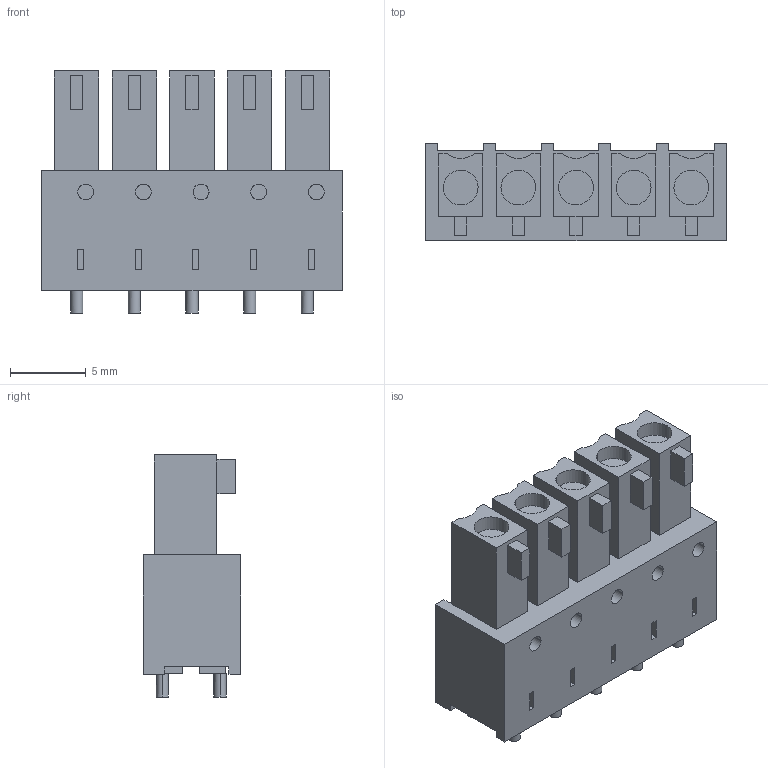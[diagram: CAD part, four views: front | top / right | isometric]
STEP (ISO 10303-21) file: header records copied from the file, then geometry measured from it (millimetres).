
FILE_DESCRIPTION(('CATIA V5 STEP Exchange','CAx-IF Rec.Pracs.--- Model Styling and Organization---1.4--- 2014-01-23'),'2;1');
FILE_NAME ('D1460924_1_1976530000_1976530000.stp','2023-04-28T10:54:12+00:00',('none'),('Weidmueller'),'CATIA Version 5-6 Release 2016 SP3 HF44','CATIA V5 STEP AP214','none');
FILE_SCHEMA(('AUTOMOTIVE_DESIGN { 1 0 10303 214 1 1 1 1 }'));
Length unit declared in the file: millimetre
Products named in the file (1): 1976530000
Bounding box: 19.84 x 6.45 x 16 mm (x, y, z)
Volume: 1254.5 mm3; surface area: 1429.3 mm2
Topology: 11 solids, 11 shells, 335 faces, 819 edges, 531 vertices
Faces by surface type: plane 290, cylinder 45
Entity records: 9277 total; most frequent: CARTESIAN_POINT 1725, ORIENTED_EDGE 1638, DIRECTION 1202, EDGE_CURVE 819, VECTOR 709, LINE 709, VERTEX_POINT 531, EDGE_LOOP 360
